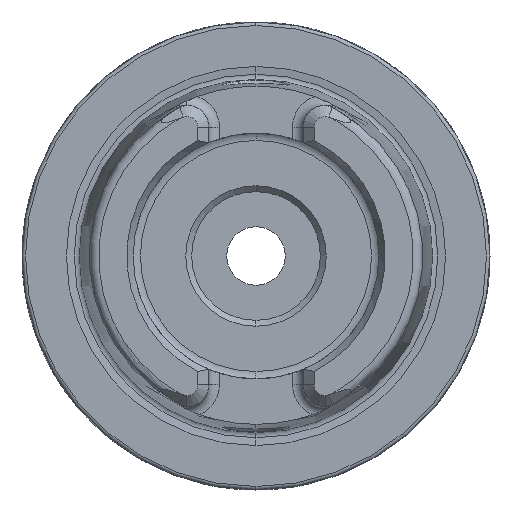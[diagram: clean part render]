
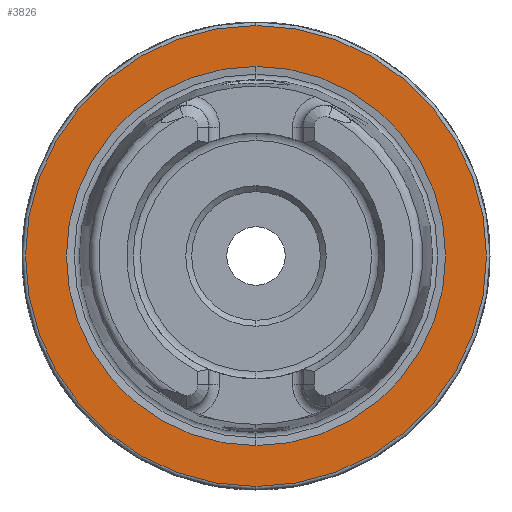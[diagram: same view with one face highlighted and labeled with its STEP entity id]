
A CAD part, left-side view. The second image highlights one B-rep face of the part: STEP entity #3826.
In plain terms, the highlighted planar face has unit normal (-1, 0, 0).
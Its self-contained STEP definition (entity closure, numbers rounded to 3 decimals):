
#198 = CIRCLE ( 'NONE', #4928, 19.7 ) ;
#230 = EDGE_LOOP ( 'NONE', ( #4412, #7515 ) ) ;
#594 = CIRCLE ( 'NONE', #3982, 16.207 ) ;
#620 = AXIS2_PLACEMENT_3D ( 'NONE', #1595, #6043, #2247 ) ;
#700 = CIRCLE ( 'NONE', #7424, 19.7 ) ;
#1160 = CARTESIAN_POINT ( 'NONE',  ( 0., 0., 0. ) ) ;
#1557 = DIRECTION ( 'NONE',  ( -1., 0., 0. ) ) ;
#1595 = CARTESIAN_POINT ( 'NONE',  ( 0., 0., 0. ) ) ;
#1638 = VERTEX_POINT ( 'NONE', #6060 ) ;
#1803 = DIRECTION ( 'NONE',  ( 0., 0., 1. ) ) ;
#2247 = DIRECTION ( 'NONE',  ( 0., 0., 1. ) ) ;
#2485 = EDGE_CURVE ( 'NONE', #7617, #5807, #594, .T. ) ;
#2653 = CARTESIAN_POINT ( 'NONE',  ( 0., 0., -16.207 ) ) ;
#2665 = DIRECTION ( 'NONE',  ( -1., 0., 0. ) ) ;
#2748 = DIRECTION ( 'NONE',  ( 0., 0., -1. ) ) ;
#3130 = ORIENTED_EDGE ( 'NONE', *, *, #2485, .F. ) ;
#3171 = EDGE_CURVE ( 'NONE', #1638, #3807, #198, .T. ) ;
#3357 = CARTESIAN_POINT ( 'NONE',  ( 0., 0., -19.7 ) ) ;
#3679 = CIRCLE ( 'NONE', #620, 16.207 ) ;
#3807 = VERTEX_POINT ( 'NONE', #3357 ) ;
#3826 = ADVANCED_FACE ( 'NONE', ( #4879, #5088 ), #7141, .F. ) ;
#3980 = CARTESIAN_POINT ( 'NONE',  ( 0., 19.7, 0. ) ) ;
#3982 = AXIS2_PLACEMENT_3D ( 'NONE', #5373, #1557, #6013 ) ;
#4313 = AXIS2_PLACEMENT_3D ( 'NONE', #3980, #6543, #2748 ) ;
#4412 = ORIENTED_EDGE ( 'NONE', *, *, #3171, .T. ) ;
#4879 = FACE_BOUND ( 'NONE', #7495, .T. ) ;
#4928 = AXIS2_PLACEMENT_3D ( 'NONE', #1160, #5611, #1803 ) ;
#5088 = FACE_OUTER_BOUND ( 'NONE', #230, .T. ) ;
#5331 = EDGE_CURVE ( 'NONE', #5807, #7617, #3679, .T. ) ;
#5373 = CARTESIAN_POINT ( 'NONE',  ( 0., 0., 0. ) ) ;
#5611 = DIRECTION ( 'NONE',  ( -1., 0., 0. ) ) ;
#5687 = EDGE_CURVE ( 'NONE', #3807, #1638, #700, .T. ) ;
#5807 = VERTEX_POINT ( 'NONE', #5951 ) ;
#5951 = CARTESIAN_POINT ( 'NONE',  ( 0., 0., 16.207 ) ) ;
#6013 = DIRECTION ( 'NONE',  ( 0., 0., 1. ) ) ;
#6043 = DIRECTION ( 'NONE',  ( -1., 0., 0. ) ) ;
#6060 = CARTESIAN_POINT ( 'NONE',  ( 0., 0., 19.7 ) ) ;
#6389 = ORIENTED_EDGE ( 'NONE', *, *, #5331, .F. ) ;
#6463 = CARTESIAN_POINT ( 'NONE',  ( 0., 0., 0. ) ) ;
#6543 = DIRECTION ( 'NONE',  ( 1., 0., 0. ) ) ;
#7093 = DIRECTION ( 'NONE',  ( 0., 0., 1. ) ) ;
#7141 = PLANE ( 'NONE',  #4313 ) ;
#7424 = AXIS2_PLACEMENT_3D ( 'NONE', #6463, #2665, #7093 ) ;
#7495 = EDGE_LOOP ( 'NONE', ( #6389, #3130 ) ) ;
#7515 = ORIENTED_EDGE ( 'NONE', *, *, #5687, .T. ) ;
#7617 = VERTEX_POINT ( 'NONE', #2653 ) ;
